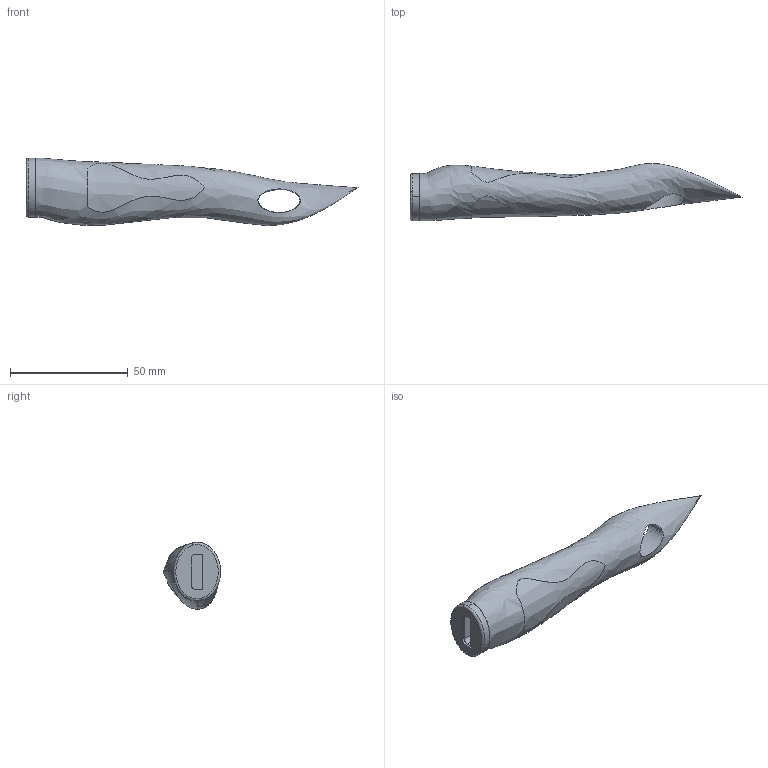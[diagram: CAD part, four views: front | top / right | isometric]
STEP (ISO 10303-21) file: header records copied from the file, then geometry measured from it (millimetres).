
FILE_DESCRIPTION (( 'STEP AP214' ), '1' );
FILE_NAME ('spatula handle step.STEP', '2022-05-23T17:16:47', ( '' ), ( '' ), 'SwSTEP 2.0', 'SolidWorks 2021', '' );
FILE_SCHEMA (( 'AUTOMOTIVE_DESIGN' ));
Length unit declared in the file: millimetre
Products named in the file (1): spatula handle step
Bounding box: 141 x 24.27 x 28.63 mm (x, y, z)
Volume: 36686.8 mm3; surface area: 10794.3 mm2
Topology: 2 solids, 2 shells, 32 faces, 81 edges, 55 vertices
Faces by surface type: bspline 14, plane 14, cylinder 4
Entity records: 5778 total; most frequent: CARTESIAN_POINT 4852, ORIENTED_EDGE 158, DIRECTION 94, EDGE_CURVE 79, VERTEX_POINT 55, EDGE_LOOP 40, LINE 36, VECTOR 36
